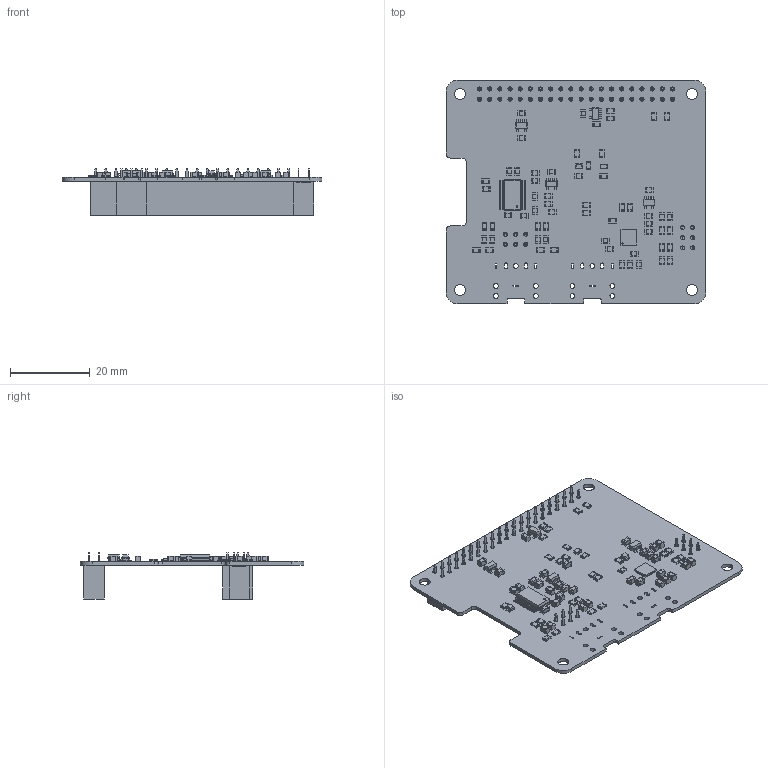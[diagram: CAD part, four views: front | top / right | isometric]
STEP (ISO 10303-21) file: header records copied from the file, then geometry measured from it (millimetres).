
FILE_DESCRIPTION(('KiCad electronic assembly'),'2;1');
FILE_NAME('pedalboard-soundcard-3D.step','2025-04-21T13:21:54',('Pcbnew' ),('Kicad'),'Open CASCADE STEP processor 7.6', 'KiCad to STEP converter','Unknown');
FILE_SCHEMA(('AUTOMOTIVE_DESIGN { 1 0 10303 214 1 1 1 1 }'));
Length unit declared in the file: millimetre
Products named in the file (11): pedalboard-soundcard-3D 1; PinSocket_2x20_P2.54mm_Vertical; R_0805_2012Metric; C_0805_2012Metric; ASCO; SOT-23-5; LED_0805_2012Metric; EFM8BB31F32G-A-QFN32; TSSOP-30_4.4x7.8mm_P0.5mm; PinSocket_2x03_P2.54mm_Vertical; kibot_x4__xjnb_PCB
Assembly tree (74 placements, depth 2):
  pedalboard-soundcard-3D 1
    PinSocket_2x20_P2.54mm_Vertical
    R_0805_2012Metric  x26
    C_0805_2012Metric  x34
    ASCO  x2
    SOT-23-5  x4
    LED_0805_2012Metric  x2
    EFM8BB31F32G-A-QFN32
    TSSOP-30_4.4x7.8mm_P0.5mm
    PinSocket_2x03_P2.54mm_Vertical  x2
    kibot_x4__xjnb_PCB
Bounding box: 65 x 56 x 11.68 mm (x, y, z)
Volume: 6039.5 mm3; surface area: 11747 mm2
Topology: 118 solids, 118 shells, 4674 faces, 12111 edges, 7858 vertices
Faces by surface type: plane 3545, cylinder 959, bspline 170
Full cylindrical faces by diameter (mm): 0.3 x16, 0.4 x1, 1 x12, 1.016 x40, 1.2 x10, 2.75 x4
Entity records: 75784 total; most frequent: CARTESIAN_POINT 13590, ORIENTED_EDGE 13002, DIRECTION 11993, EDGE_CURVE 6501, LINE 5855, VECTOR 5855, VERTEX_POINT 4206, AXIS2_PLACEMENT_3D 3069
